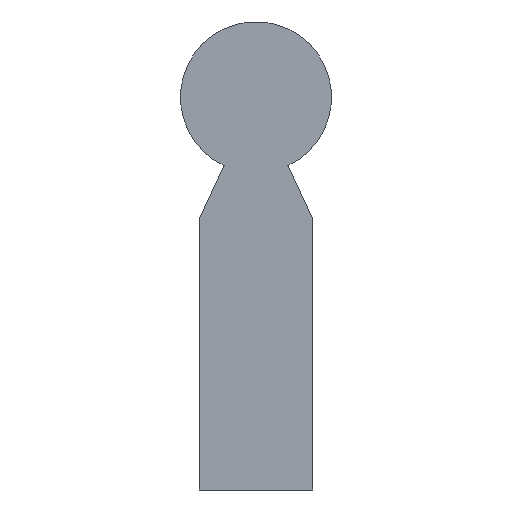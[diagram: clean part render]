
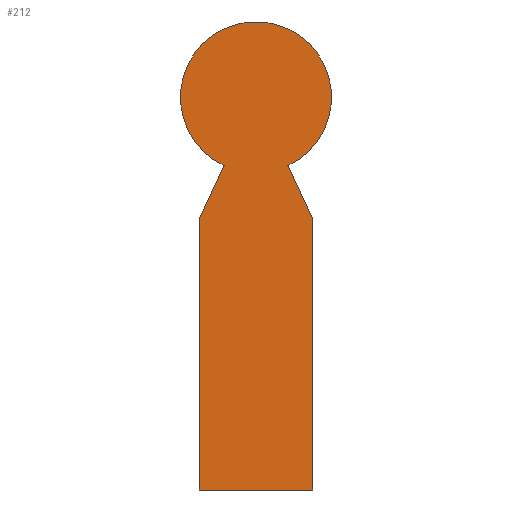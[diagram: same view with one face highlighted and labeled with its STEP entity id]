
A CAD part, front view. The second image highlights one B-rep face of the part: STEP entity #212.
In plain terms, the highlighted planar face has unit normal (0, -1, 0).
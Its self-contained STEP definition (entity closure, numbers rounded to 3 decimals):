
#212 = ADVANCED_FACE( '', ( #564 ), #565, .T. );
#564 = FACE_OUTER_BOUND( '', #1155, .T. );
#565 = PLANE( '', #1156 );
#1155 = EDGE_LOOP( '', ( #1796, #1797, #1798, #1799, #1800, #1801 ) );
#1156 = AXIS2_PLACEMENT_3D( '', #1802, #1803, #1804 );
#1796 = ORIENTED_EDGE( '', *, *, #2880, .T. );
#1797 = ORIENTED_EDGE( '', *, *, #2881, .T. );
#1798 = ORIENTED_EDGE( '', *, *, #2882, .T. );
#1799 = ORIENTED_EDGE( '', *, *, #2883, .T. );
#1800 = ORIENTED_EDGE( '', *, *, #2884, .T. );
#1801 = ORIENTED_EDGE( '', *, *, #2885, .T. );
#1802 = CARTESIAN_POINT( '', ( 0., 0., 52. ) );
#1803 = DIRECTION( '', ( 0., -1., 0. ) );
#1804 = DIRECTION( '', ( 0., 0., -1. ) );
#2880 = EDGE_CURVE( '', #3346, #3347, #3348, .T. );
#2881 = EDGE_CURVE( '', #3347, #3349, #3350, .T. );
#2882 = EDGE_CURVE( '', #3349, #3351, #3352, .T. );
#2883 = EDGE_CURVE( '', #3351, #3353, #3354, .T. );
#2884 = EDGE_CURVE( '', #3353, #3355, #3356, .T. );
#2885 = EDGE_CURVE( '', #3355, #3346, #3357, .T. );
#3346 = VERTEX_POINT( '', #4001 );
#3347 = VERTEX_POINT( '', #4002 );
#3348 = LINE( '', #4003, #4004 );
#3349 = VERTEX_POINT( '', #4005 );
#3350 = LINE( '', #4006, #4007 );
#3351 = VERTEX_POINT( '', #4008 );
#3352 = LINE( '', #4009, #4010 );
#3353 = VERTEX_POINT( '', #4011 );
#3354 = LINE( '', #4012, #4013 );
#3355 = VERTEX_POINT( '', #4014 );
#3356 = CIRCLE( '', #4015, 10. );
#3357 = LINE( '', #4016, #4017 );
#4001 = CARTESIAN_POINT( '', ( -7.5, 0., 35.916 ) );
#4002 = CARTESIAN_POINT( '', ( -7.5, 0., 0. ) );
#4003 = CARTESIAN_POINT( '', ( -7.5, 0., 35.916 ) );
#4004 = VECTOR( '', #4747, 1000. );
#4005 = CARTESIAN_POINT( '', ( 7.5, 0., 0. ) );
#4006 = CARTESIAN_POINT( '', ( -7.5, 0., 0. ) );
#4007 = VECTOR( '', #4748, 1000. );
#4008 = CARTESIAN_POINT( '', ( 7.5, 0., 35.916 ) );
#4009 = CARTESIAN_POINT( '', ( 7.5, 0., 0. ) );
#4010 = VECTOR( '', #4749, 1000. );
#4011 = CARTESIAN_POINT( '', ( 4.226, 0., 42.937 ) );
#4012 = CARTESIAN_POINT( '', ( 4.263, 0., 42.859 ) );
#4013 = VECTOR( '', #4750, 1000. );
#4014 = CARTESIAN_POINT( '', ( -4.226, 0., 42.937 ) );
#4015 = AXIS2_PLACEMENT_3D( '', #4751, #4752, #4753 );
#4016 = CARTESIAN_POINT( '', ( -4.263, 0., 42.859 ) );
#4017 = VECTOR( '', #4754, 1000. );
#4747 = DIRECTION( '', ( 0., 0., -1. ) );
#4748 = DIRECTION( '', ( 1., 0., 0. ) );
#4749 = DIRECTION( '', ( 0., 0., 1. ) );
#4750 = DIRECTION( '', ( -0.423, 0., 0.906 ) );
#4751 = CARTESIAN_POINT( '', ( 0., 0., 52. ) );
#4752 = DIRECTION( '', ( 0., -1., 0. ) );
#4753 = DIRECTION( '', ( 0., 0., -1. ) );
#4754 = DIRECTION( '', ( -0.423, 0., -0.906 ) );
